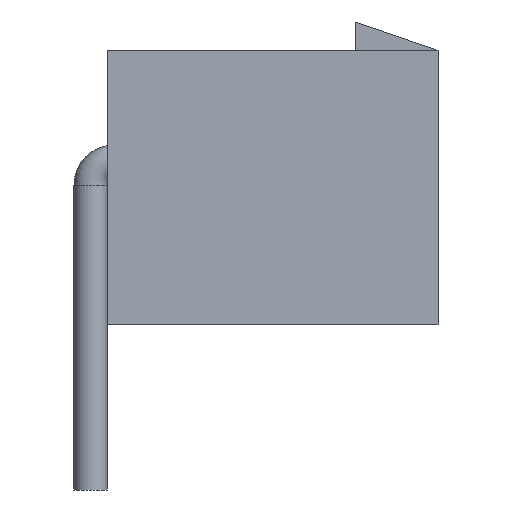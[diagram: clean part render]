
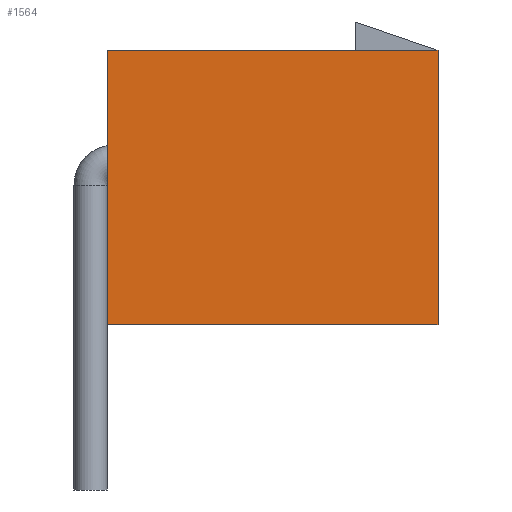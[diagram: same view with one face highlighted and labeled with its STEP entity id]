
A CAD part, left-side view. The second image highlights one B-rep face of the part: STEP entity #1564.
In plain terms, the highlighted planar face has unit normal (-1, 0, 0).
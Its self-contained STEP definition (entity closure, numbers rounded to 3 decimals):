
#223=FACE_OUTER_BOUND('',#314,.T.);
#314=EDGE_LOOP('',(#1172,#1173,#1174,#1175));
#397=LINE('',#2458,#511);
#421=LINE('',#2505,#535);
#460=LINE('',#2584,#574);
#461=LINE('',#2585,#575);
#511=VECTOR('',#1902,10.);
#535=VECTOR('',#1944,10.);
#574=VECTOR('',#2021,10.);
#575=VECTOR('',#2022,10.);
#621=VERTEX_POINT('',#2455);
#622=VERTEX_POINT('',#2457);
#636=VERTEX_POINT('',#2504);
#657=VERTEX_POINT('',#2583);
#793=EDGE_CURVE('',#621,#622,#397,.T.);
#817=EDGE_CURVE('',#636,#622,#421,.T.);
#856=EDGE_CURVE('',#657,#636,#460,.T.);
#857=EDGE_CURVE('',#657,#621,#461,.T.);
#1172=ORIENTED_EDGE('',*,*,#856,.T.);
#1173=ORIENTED_EDGE('',*,*,#817,.T.);
#1174=ORIENTED_EDGE('',*,*,#793,.F.);
#1175=ORIENTED_EDGE('',*,*,#857,.F.);
#1506=PLANE('',#1686);
#1564=ADVANCED_FACE('',(#223),#1506,.T.);
#1686=AXIS2_PLACEMENT_3D('',#2582,#2019,#2020);
#1902=DIRECTION('',(0.,-1.,0.));
#1944=DIRECTION('',(0.,0.,1.));
#2019=DIRECTION('center_axis',(-1.,0.,0.));
#2020=DIRECTION('ref_axis',(0.,-1.,0.));
#2021=DIRECTION('',(0.,-1.,0.));
#2022=DIRECTION('',(0.,0.,1.));
#2455=CARTESIAN_POINT('',(-27.45,-0.35,5.8));
#2457=CARTESIAN_POINT('',(-27.45,-7.35,5.8));
#2458=CARTESIAN_POINT('',(-27.45,-0.35,5.8));
#2504=CARTESIAN_POINT('',(-27.45,-7.35,0.));
#2505=CARTESIAN_POINT('',(-27.45,-7.35,0.));
#2582=CARTESIAN_POINT('Origin',(-27.45,-0.35,0.));
#2583=CARTESIAN_POINT('',(-27.45,-0.35,0.));
#2584=CARTESIAN_POINT('',(-27.45,-0.35,0.));
#2585=CARTESIAN_POINT('',(-27.45,-0.35,0.));
